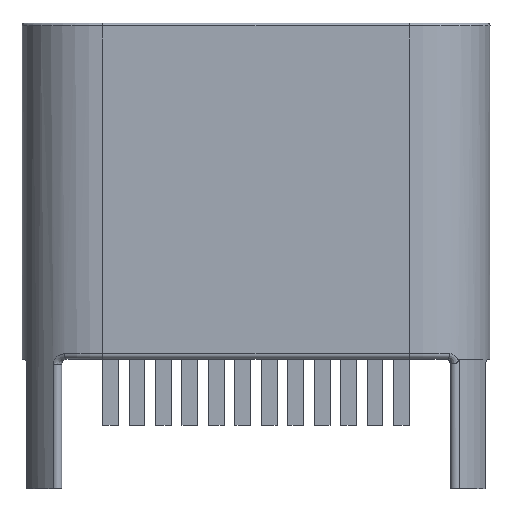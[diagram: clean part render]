
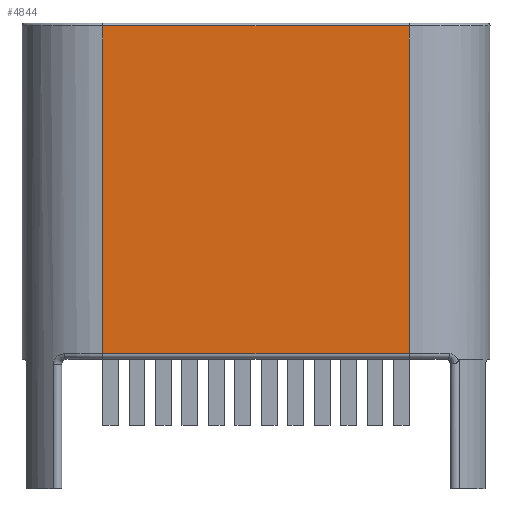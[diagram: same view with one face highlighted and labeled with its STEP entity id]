
A CAD part, front view. The second image highlights one B-rep face of the part: STEP entity #4844.
In plain terms, the highlighted planar face has unit normal (0, -1, 0).
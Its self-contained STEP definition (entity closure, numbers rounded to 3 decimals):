
#539 = EDGE_CURVE ( 'NONE', #5687, #6075, #1364, .T. ) ;
#687 = DIRECTION ( 'NONE',  ( -1., 0., 0. ) ) ;
#1029 = VECTOR ( 'NONE', #6734, 1000. ) ;
#1035 = ORIENTED_EDGE ( 'NONE', *, *, #1399, .T. ) ;
#1234 = AXIS2_PLACEMENT_3D ( 'NONE', #6901, #5504, #2952 ) ;
#1364 = LINE ( 'NONE', #2154, #1029 ) ;
#1399 = EDGE_CURVE ( 'NONE', #3564, #7248, #4127, .T. ) ;
#2154 = CARTESIAN_POINT ( 'NONE',  ( 0., -1.53, 0.1 ) ) ;
#2285 = ORIENTED_EDGE ( 'NONE', *, *, #2813, .F. ) ;
#2338 = EDGE_LOOP ( 'NONE', ( #3270, #7116, #2285, #1035 ) ) ;
#2753 = VECTOR ( 'NONE', #687, 1000. ) ;
#2813 = EDGE_CURVE ( 'NONE', #3564, #6075, #2905, .T. ) ;
#2817 = CARTESIAN_POINT ( 'NONE',  ( 2.895, -1.53, 0.1 ) ) ;
#2905 = LINE ( 'NONE', #2956, #6711 ) ;
#2952 = DIRECTION ( 'NONE',  ( 1., 0., 0. ) ) ;
#2956 = CARTESIAN_POINT ( 'NONE',  ( 2.895, -1.53, 6.35 ) ) ;
#3152 = DIRECTION ( 'NONE',  ( 0., 0., -1. ) ) ;
#3270 = ORIENTED_EDGE ( 'NONE', *, *, #3825, .T. ) ;
#3564 = VERTEX_POINT ( 'NONE', #5104 ) ;
#3804 = CARTESIAN_POINT ( 'NONE',  ( -2.895, -1.53, 6.3 ) ) ;
#3825 = EDGE_CURVE ( 'NONE', #7248, #5687, #5829, .T. ) ;
#4127 = LINE ( 'NONE', #6706, #2753 ) ;
#4844 = ADVANCED_FACE ( 'NONE', ( #5460 ), #8108, .F. ) ;
#5104 = CARTESIAN_POINT ( 'NONE',  ( 2.895, -1.53, 6.3 ) ) ;
#5380 = CARTESIAN_POINT ( 'NONE',  ( -2.895, -1.53, 0.1 ) ) ;
#5446 = VECTOR ( 'NONE', #3152, 1000. ) ;
#5460 = FACE_OUTER_BOUND ( 'NONE', #2338, .T. ) ;
#5504 = DIRECTION ( 'NONE',  ( 0., 1., 0. ) ) ;
#5687 = VERTEX_POINT ( 'NONE', #5380 ) ;
#5829 = LINE ( 'NONE', #7842, #5446 ) ;
#6075 = VERTEX_POINT ( 'NONE', #2817 ) ;
#6706 = CARTESIAN_POINT ( 'NONE',  ( -2.895, -1.53, 6.3 ) ) ;
#6711 = VECTOR ( 'NONE', #7067, 1000. ) ;
#6734 = DIRECTION ( 'NONE',  ( 1., 0., 0. ) ) ;
#6901 = CARTESIAN_POINT ( 'NONE',  ( 0., -1.53, 6.35 ) ) ;
#7067 = DIRECTION ( 'NONE',  ( 0., 0., -1. ) ) ;
#7116 = ORIENTED_EDGE ( 'NONE', *, *, #539, .T. ) ;
#7248 = VERTEX_POINT ( 'NONE', #3804 ) ;
#7842 = CARTESIAN_POINT ( 'NONE',  ( -2.895, -1.53, 6.35 ) ) ;
#8108 = PLANE ( 'NONE',  #1234 ) ;
